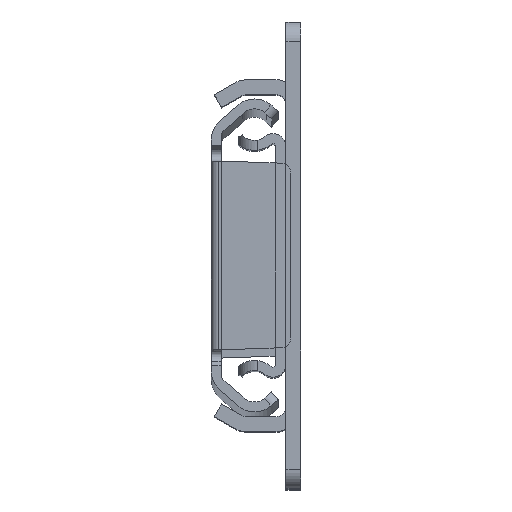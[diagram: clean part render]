
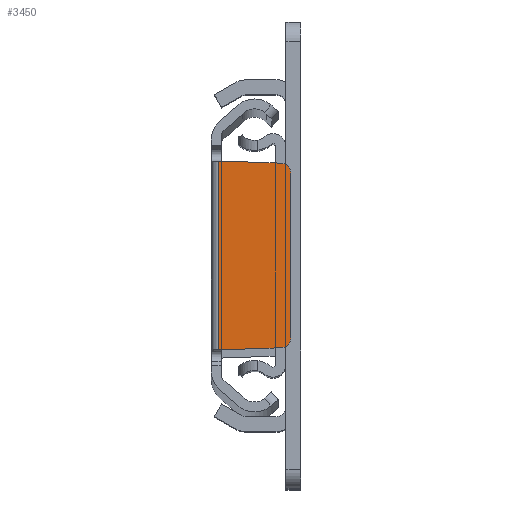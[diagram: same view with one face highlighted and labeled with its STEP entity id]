
A CAD part, top view. The second image highlights one B-rep face of the part: STEP entity #3450.
In plain terms, the highlighted planar face has unit normal (0, 0, 1).
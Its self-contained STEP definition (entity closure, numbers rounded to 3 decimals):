
#20 = VERTEX_POINT ( 'NONE', #1387 ) ;
#162 = DIRECTION ( 'NONE',  ( 1., 0., 0. ) ) ;
#167 = DIRECTION ( 'NONE',  ( 1., 0., 0. ) ) ;
#344 = CIRCLE ( 'NONE', #4461, 2. ) ;
#359 = DIRECTION ( 'NONE',  ( 1., 0., 0. ) ) ;
#535 = CARTESIAN_POINT ( 'NONE',  ( 12.07, -18.578, 0. ) ) ;
#655 = DIRECTION ( 'NONE',  ( 1., 0., 0. ) ) ;
#862 = EDGE_CURVE ( 'NONE', #5759, #923, #5863, .T. ) ;
#923 = VERTEX_POINT ( 'NONE', #535 ) ;
#947 = ORIENTED_EDGE ( 'NONE', *, *, #1820, .T. ) ;
#1032 = DIRECTION ( 'NONE',  ( 1., 0., 0. ) ) ;
#1037 = CARTESIAN_POINT ( 'NONE',  ( 0., -19., 0. ) ) ;
#1123 = CARTESIAN_POINT ( 'NONE',  ( -2., 19., 0. ) ) ;
#1196 = VERTEX_POINT ( 'NONE', #4086 ) ;
#1238 = VERTEX_POINT ( 'NONE', #2138 ) ;
#1369 = EDGE_LOOP ( 'NONE', ( #3807, #6021, #3037, #3647, #5700, #4223, #947, #2116 ) ) ;
#1387 = CARTESIAN_POINT ( 'NONE',  ( 12.07, 18.578, 0. ) ) ;
#1440 = CARTESIAN_POINT ( 'NONE',  ( 12., -16.579, 0. ) ) ;
#1606 = AXIS2_PLACEMENT_3D ( 'NONE', #4268, #6384, #162 ) ;
#1621 = DIRECTION ( 'NONE',  ( 0.999, 0.035, 0. ) ) ;
#1693 = CARTESIAN_POINT ( 'NONE',  ( 0., 19., 0. ) ) ;
#1754 = AXIS2_PLACEMENT_3D ( 'NONE', #1440, #6825, #1032 ) ;
#1755 = VECTOR ( 'NONE', #359, 1000. ) ;
#1820 = EDGE_CURVE ( 'NONE', #2816, #20, #344, .T. ) ;
#1846 = CARTESIAN_POINT ( 'NONE',  ( 14., 18.51, 0. ) ) ;
#2116 = ORIENTED_EDGE ( 'NONE', *, *, #4728, .T. ) ;
#2138 = CARTESIAN_POINT ( 'NONE',  ( 14., -16.579, 0. ) ) ;
#2221 = VECTOR ( 'NONE', #1621, 1000. ) ;
#2302 = EDGE_CURVE ( 'NONE', #3170, #5445, #6559, .T. ) ;
#2458 = CARTESIAN_POINT ( 'NONE',  ( 0., -19., 0. ) ) ;
#2816 = VERTEX_POINT ( 'NONE', #5131 ) ;
#2872 = CIRCLE ( 'NONE', #1754, 2. ) ;
#2903 = EDGE_CURVE ( 'NONE', #5445, #5759, #4747, .T. ) ;
#3037 = ORIENTED_EDGE ( 'NONE', *, *, #2903, .T. ) ;
#3170 = VERTEX_POINT ( 'NONE', #4943 ) ;
#3185 = CARTESIAN_POINT ( 'NONE',  ( -0.5, -19., 0. ) ) ;
#3257 = VECTOR ( 'NONE', #5931, 1000. ) ;
#3367 = DIRECTION ( 'NONE',  ( -0.999, 0.035, 0. ) ) ;
#3450 = ADVANCED_FACE ( 'NONE', ( #4231 ), #5822, .T. ) ;
#3647 = ORIENTED_EDGE ( 'NONE', *, *, #862, .T. ) ;
#3807 = ORIENTED_EDGE ( 'NONE', *, *, #6753, .F. ) ;
#4086 = CARTESIAN_POINT ( 'NONE',  ( 0., 19., 0. ) ) ;
#4108 = EDGE_CURVE ( 'NONE', #923, #1238, #2872, .T. ) ;
#4121 = CARTESIAN_POINT ( 'NONE',  ( 12., 16.579, 0. ) ) ;
#4223 = ORIENTED_EDGE ( 'NONE', *, *, #6117, .T. ) ;
#4231 = FACE_OUTER_BOUND ( 'NONE', #1369, .T. ) ;
#4268 = CARTESIAN_POINT ( 'NONE',  ( 6.7, 26.325, 0. ) ) ;
#4461 = AXIS2_PLACEMENT_3D ( 'NONE', #4121, #4937, #167 ) ;
#4553 = VECTOR ( 'NONE', #3367, 1000. ) ;
#4647 = DIRECTION ( 'NONE',  ( 0., 1., 0. ) ) ;
#4728 = EDGE_CURVE ( 'NONE', #20, #1196, #6472, .T. ) ;
#4747 = LINE ( 'NONE', #6884, #1755 ) ;
#4778 = VECTOR ( 'NONE', #4647, 1000. ) ;
#4937 = DIRECTION ( 'NONE',  ( 0., 0., 1. ) ) ;
#4943 = CARTESIAN_POINT ( 'NONE',  ( -0.5, 19., 0. ) ) ;
#5131 = CARTESIAN_POINT ( 'NONE',  ( 14., 16.579, 0. ) ) ;
#5429 = LINE ( 'NONE', #1123, #6677 ) ;
#5445 = VERTEX_POINT ( 'NONE', #3185 ) ;
#5700 = ORIENTED_EDGE ( 'NONE', *, *, #4108, .T. ) ;
#5759 = VERTEX_POINT ( 'NONE', #2458 ) ;
#5822 = PLANE ( 'NONE',  #1606 ) ;
#5863 = LINE ( 'NONE', #1037, #2221 ) ;
#5931 = DIRECTION ( 'NONE',  ( 0., -1., 0. ) ) ;
#6021 = ORIENTED_EDGE ( 'NONE', *, *, #2302, .T. ) ;
#6117 = EDGE_CURVE ( 'NONE', #1238, #2816, #6715, .T. ) ;
#6384 = DIRECTION ( 'NONE',  ( 0., 0., 1. ) ) ;
#6472 = LINE ( 'NONE', #1693, #4553 ) ;
#6559 = LINE ( 'NONE', #6594, #3257 ) ;
#6594 = CARTESIAN_POINT ( 'NONE',  ( -0.5, 26.325, 0. ) ) ;
#6677 = VECTOR ( 'NONE', #655, 1000. ) ;
#6715 = LINE ( 'NONE', #1846, #4778 ) ;
#6753 = EDGE_CURVE ( 'NONE', #3170, #1196, #5429, .T. ) ;
#6825 = DIRECTION ( 'NONE',  ( 0., 0., 1. ) ) ;
#6884 = CARTESIAN_POINT ( 'NONE',  ( -2., -19., 0. ) ) ;
